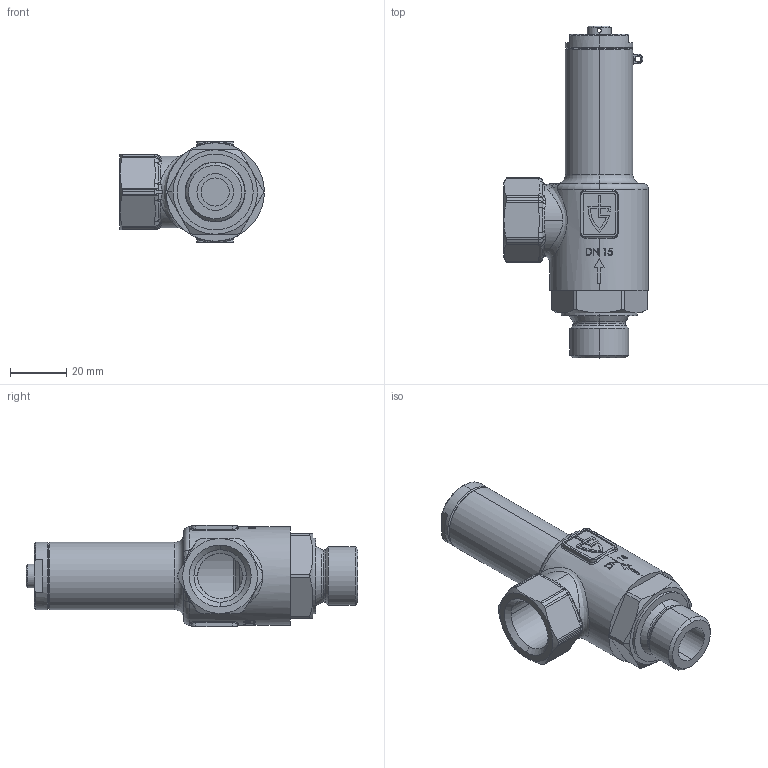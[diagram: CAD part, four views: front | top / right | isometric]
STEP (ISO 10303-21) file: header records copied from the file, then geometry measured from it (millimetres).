
FILE_DESCRIPTION (( 'STEP AP214' ), '1' );
FILE_NAME ('417tGFO-15-m+f-15+15 Dummy.STEP', '2013-01-30T13:31:47', ( 'Blankenhorn' ), ( '' ), 'SwSTEP 2.0', 'SolidWorks 2013', '' );
FILE_SCHEMA (( 'AUTOMOTIVE_DESIGN' ));
Length unit declared in the file: millimetre
Products named in the file (1): 417tGFO-15-m+f-15+15 Dummy
Bounding box: 51.5 x 118 x 36 mm (x, y, z)
Volume: 48982.9 mm3; surface area: 26355 mm2
Topology: 4 solids, 4 shells, 567 faces, 1420 edges, 888 vertices
Faces by surface type: plane 191, cylinder 160, bspline 112, cone 53, torus 39, sphere 12
Entity records: 29579 total; most frequent: CARTESIAN_POINT 10361, ORIENTED_EDGE 2840, DIRECTION 2527, EDGE_CURVE 1420, AXIS2_PLACEMENT_3D 984, VERTEX_POINT 888, EDGE_LOOP 608, UNCERTAINTY_MEASURE_WITH_UNIT 573
